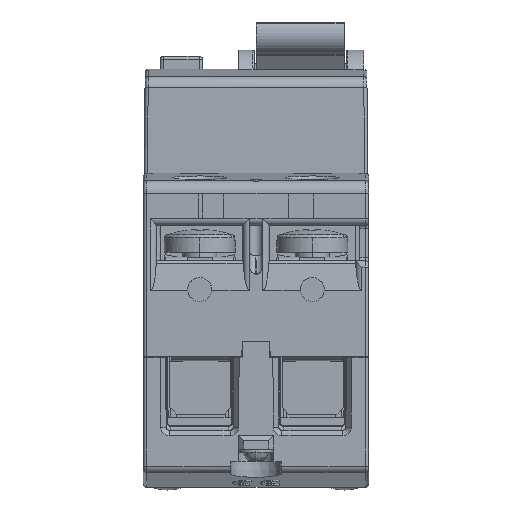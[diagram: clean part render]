
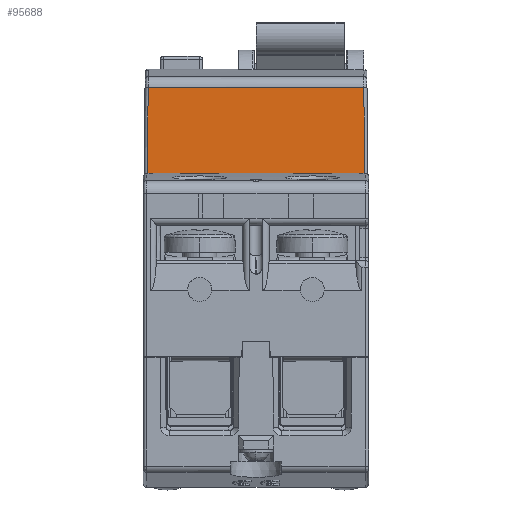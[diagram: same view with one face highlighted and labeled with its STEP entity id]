
A CAD part, left-side view. The second image highlights one B-rep face of the part: STEP entity #95688.
In plain terms, the highlighted planar face has unit normal (-1, 0, 0.009).
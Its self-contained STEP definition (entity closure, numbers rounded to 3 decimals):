
#83504=DIRECTION('',(0.,1.,0.));
#83505=VECTOR('',#83504,5.294);
#83506=CARTESIAN_POINT('',(-22.45,-16.914,-12.8));
#83507=LINE('',#83506,#83505);
#88028=DIRECTION('',(-0.009,0.009,-1.));
#88029=VECTOR('',#88028,13.53);
#88030=CARTESIAN_POINT('',(-22.332,17.046,
0.729));
#88031=LINE('',#88030,#88029);
#88035=DIRECTION('',(0.009,0.009,1.));
#88036=VECTOR('',#88035,13.53);
#88037=CARTESIAN_POINT('',(-22.45,-17.164,-12.8));
#88038=LINE('',#88037,#88036);
#88042=DIRECTION('',(0.,-1.,0.));
#88043=VECTOR('',#88042,0.25);
#88044=CARTESIAN_POINT('',(-22.45,-16.914,-12.8));
#88045=LINE('',#88044,#88043);
#88049=DIRECTION('',(0.,-1.,0.));
#88050=VECTOR('',#88049,5.441);
#88051=CARTESIAN_POINT('',(-22.45,-6.18,-12.8));
#88052=LINE('',#88051,#88050);
#88056=DIRECTION('',(0.,-1.,0.));
#88057=VECTOR('',#88056,12.359);
#88058=CARTESIAN_POINT('',(-22.45,6.18,-12.8));
#88059=LINE('',#88058,#88057);
#88063=DIRECTION('',(0.,-1.,0.));
#88064=VECTOR('',#88063,5.294);
#88065=CARTESIAN_POINT('',(-22.45,16.914,-12.8));
#88066=LINE('',#88065,#88064);
#88195=DIRECTION('',(0.,1.,0.));
#88196=VECTOR('',#88195,0.25);
#88197=CARTESIAN_POINT('',(-22.45,16.914,-12.8));
#88198=LINE('',#88197,#88196);
#88255=DIRECTION('',(0.,-1.,0.));
#88256=VECTOR('',#88255,34.093);
#88257=CARTESIAN_POINT('',(-22.332,17.046,
0.729));
#88258=LINE('',#88257,#88256);
#89294=DIRECTION('',(0.,1.,0.));
#89295=VECTOR('',#89294,5.441);
#89296=CARTESIAN_POINT('',(-22.45,6.18,-12.8));
#89297=LINE('',#89296,#89295);
#90902=CARTESIAN_POINT('',(-22.45,-6.18,-12.8));
#90904=VERTEX_POINT('',#90902);
#90907=CARTESIAN_POINT('',(-22.45,6.18,-12.8));
#90908=VERTEX_POINT('',#90907);
#90963=CARTESIAN_POINT('',(-22.45,-16.914,-12.8));
#90964=VERTEX_POINT('',#90963);
#91041=CARTESIAN_POINT('',(-22.45,11.62,-12.8));
#91043=VERTEX_POINT('',#91041);
#91046=CARTESIAN_POINT('',(-22.45,16.914,-12.8));
#91047=VERTEX_POINT('',#91046);
#91146=CARTESIAN_POINT('',(-22.45,17.164,-12.8));
#91148=VERTEX_POINT('',#91146);
#91390=CARTESIAN_POINT('',(-22.45,-17.164,-12.8));
#91391=VERTEX_POINT('',#91390);
#91447=CARTESIAN_POINT('',(-22.45,-11.62,-12.8));
#91449=VERTEX_POINT('',#91447);
#91508=CARTESIAN_POINT('',(-22.332,17.046,
0.729));
#91509=VERTEX_POINT('',#91508);
#91537=CARTESIAN_POINT('',(-22.332,-17.046,
0.729));
#91538=VERTEX_POINT('',#91537);
#95666=CARTESIAN_POINT('',(-22.391,0.,-6.036));
#95667=DIRECTION('',(1.,0.,-0.009));
#95668=DIRECTION('',(0.009,0.,1.));
#95669=AXIS2_PLACEMENT_3D('',#95666,#95667,#95668);
#95670=PLANE('',#95669);
#95672=ORIENTED_EDGE('',*,*,#95671,.F.);
#95674=ORIENTED_EDGE('',*,*,#95673,.T.);
#95676=ORIENTED_EDGE('',*,*,#95675,.F.);
#95677=ORIENTED_EDGE('',*,*,#95657,.F.);
#95678=ORIENTED_EDGE('',*,*,#92041,.T.);
#95679=ORIENTED_EDGE('',*,*,#92011,.F.);
#95680=ORIENTED_EDGE('',*,*,#91977,.F.);
#95682=ORIENTED_EDGE('',*,*,#95681,.T.);
#95683=ORIENTED_EDGE('',*,*,#91772,.F.);
#95685=ORIENTED_EDGE('',*,*,#95684,.T.);
#95686=EDGE_LOOP('',(#95672,#95674,#95676,#95677,#95678,#95679,#95680,#95682,
#95683,#95685));
#95687=FACE_OUTER_BOUND('',#95686,.F.);
#91772=EDGE_CURVE('',#91047,#91043,#88066,.T.);
#91977=EDGE_CURVE('',#90908,#90904,#88059,.T.);
#92011=EDGE_CURVE('',#90904,#91449,#88052,.T.);
#92041=EDGE_CURVE('',#90964,#91449,#83507,.T.);
#95657=EDGE_CURVE('',#90964,#91391,#88045,.T.);
#95671=EDGE_CURVE('',#91509,#91148,#88031,.T.);
#95673=EDGE_CURVE('',#91509,#91538,#88258,.T.);
#95675=EDGE_CURVE('',#91391,#91538,#88038,.T.);
#95681=EDGE_CURVE('',#90908,#91043,#89297,.T.);
#95684=EDGE_CURVE('',#91047,#91148,#88198,.T.);
#95688=ADVANCED_FACE('',(#95687),#95670,.F.);
